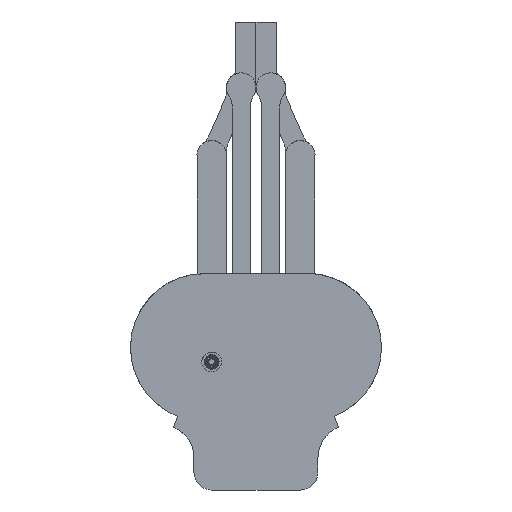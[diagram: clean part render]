
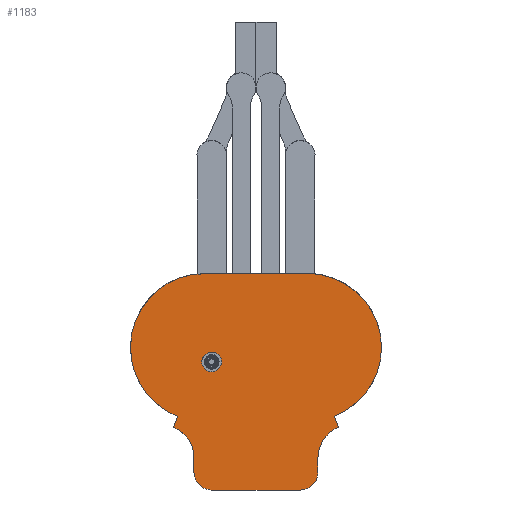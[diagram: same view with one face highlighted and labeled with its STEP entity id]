
A CAD part, front view. The second image highlights one B-rep face of the part: STEP entity #1183.
In plain terms, the highlighted face is planar.
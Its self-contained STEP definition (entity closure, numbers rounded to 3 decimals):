
#466=CARTESIAN_POINT('Vertex',(32.,-26.563,20.98)) ;
#492=CARTESIAN_POINT('Vertex',(32.,-28.013,17.252)) ;
#495=CARTESIAN_POINT('Line Origine',(32.,-27.288,19.116)) ;
#601=CARTESIAN_POINT('Vertex',(32.,28.012,17.252)) ;
#634=CARTESIAN_POINT('Vertex',(32.,26.562,20.98)) ;
#637=CARTESIAN_POINT('Line Origine',(32.,27.287,19.116)) ;
#1011=CARTESIAN_POINT('Axis2P3D Location',(32.,-32.,7.)) ;
#1015=CARTESIAN_POINT('Vertex',(32.,-21.,7.)) ;
#1030=CARTESIAN_POINT('Axis2P3D Location',(32.,0.,0.)) ;
#1035=CARTESIAN_POINT('Line Origine',(32.,-21.,32.62)) ;
#1039=CARTESIAN_POINT('Vertex',(32.,-21.,2.)) ;
#1043=CARTESIAN_POINT('Control Point',(32.,-21.,2.)) ;
#1044=CARTESIAN_POINT('Control Point',(32.,-21.,0.115)) ;
#1045=CARTESIAN_POINT('Control Point',(32.,-20.262,-1.772)) ;
#1046=CARTESIAN_POINT('Control Point',(32.,-18.772,-3.262)) ;
#1047=CARTESIAN_POINT('Control Point',(32.,-16.885,-4.)) ;
#1048=CARTESIAN_POINT('Control Point',(32.,-15.,-4.)) ;
#1049=CARTESIAN_POINT('Vertex',(32.,-15.,-4.)) ;
#1052=CARTESIAN_POINT('Line Origine',(32.,0.,-4.)) ;
#1056=CARTESIAN_POINT('Vertex',(32.,15.,-4.)) ;
#1060=CARTESIAN_POINT('Control Point',(32.,15.,-4.)) ;
#1061=CARTESIAN_POINT('Control Point',(32.,16.885,-4.)) ;
#1062=CARTESIAN_POINT('Control Point',(32.,18.772,-3.262)) ;
#1063=CARTESIAN_POINT('Control Point',(32.,20.262,-1.772)) ;
#1064=CARTESIAN_POINT('Control Point',(32.,21.,0.115)) ;
#1065=CARTESIAN_POINT('Control Point',(32.,21.,2.)) ;
#1066=CARTESIAN_POINT('Vertex',(32.,21.,2.)) ;
#1069=CARTESIAN_POINT('Line Origine',(32.,21.,32.62)) ;
#1073=CARTESIAN_POINT('Vertex',(32.,21.,7.)) ;
#1077=CARTESIAN_POINT('Control Point',(32.,28.012,17.252)) ;
#1078=CARTESIAN_POINT('Control Point',(32.,25.552,16.295)) ;
#1079=CARTESIAN_POINT('Control Point',(32.,23.378,14.601)) ;
#1080=CARTESIAN_POINT('Control Point',(32.,21.791,12.28)) ;
#1081=CARTESIAN_POINT('Control Point',(32.,21.,9.64)) ;
#1082=CARTESIAN_POINT('Control Point',(32.,21.,7.)) ;
#1085=CARTESIAN_POINT('Control Point',(32.,26.562,20.98)) ;
#1086=CARTESIAN_POINT('Control Point',(32.,29.79,22.235)) ;
#1087=CARTESIAN_POINT('Control Point',(32.,32.801,24.05)) ;
#1088=CARTESIAN_POINT('Control Point',(32.,35.464,26.373)) ;
#1089=CARTESIAN_POINT('Control Point',(32.,39.877,31.845)) ;
#1090=CARTESIAN_POINT('Control Point',(32.,42.193,38.482)) ;
#1091=CARTESIAN_POINT('Control Point',(32.,42.759,41.971)) ;
#1092=CARTESIAN_POINT('Control Point',(32.,42.661,49.)) ;
#1093=CARTESIAN_POINT('Control Point',(32.,40.204,55.587)) ;
#1094=CARTESIAN_POINT('Control Point',(32.,38.412,58.633)) ;
#1095=CARTESIAN_POINT('Control Point',(32.,33.848,63.98)) ;
#1096=CARTESIAN_POINT('Control Point',(32.,27.751,67.48)) ;
#1097=CARTESIAN_POINT('Control Point',(32.,24.427,68.68)) ;
#1098=CARTESIAN_POINT('Control Point',(32.,20.963,69.279)) ;
#1099=CARTESIAN_POINT('Control Point',(32.,17.5,69.279)) ;
#1100=CARTESIAN_POINT('Vertex',(32.,17.5,69.279)) ;
#1103=CARTESIAN_POINT('Line Origine',(32.,0.,69.279)) ;
#1107=CARTESIAN_POINT('Vertex',(32.,-17.5,69.279)) ;
#1111=CARTESIAN_POINT('Control Point',(32.,-17.5,69.279)) ;
#1112=CARTESIAN_POINT('Control Point',(32.,-20.963,69.279)) ;
#1113=CARTESIAN_POINT('Control Point',(32.,-24.427,68.68)) ;
#1114=CARTESIAN_POINT('Control Point',(32.,-27.751,67.48)) ;
#1115=CARTESIAN_POINT('Control Point',(32.,-33.848,63.98)) ;
#1116=CARTESIAN_POINT('Control Point',(32.,-38.412,58.633)) ;
#1117=CARTESIAN_POINT('Control Point',(32.,-40.204,55.587)) ;
#1118=CARTESIAN_POINT('Control Point',(32.,-42.661,49.)) ;
#1119=CARTESIAN_POINT('Control Point',(32.,-42.759,41.971)) ;
#1120=CARTESIAN_POINT('Control Point',(32.,-42.193,38.482)) ;
#1121=CARTESIAN_POINT('Control Point',(32.,-39.877,31.845)) ;
#1122=CARTESIAN_POINT('Control Point',(32.,-35.464,26.373)) ;
#1123=CARTESIAN_POINT('Control Point',(32.,-32.801,24.05)) ;
#1124=CARTESIAN_POINT('Control Point',(32.,-29.79,22.235)) ;
#1125=CARTESIAN_POINT('Control Point',(32.,-26.563,20.98)) ;
#1142=CARTESIAN_POINT('Control Point',(32.,-11.646,39.366)) ;
#1143=CARTESIAN_POINT('Control Point',(32.,-11.646,39.893)) ;
#1144=CARTESIAN_POINT('Control Point',(32.,-11.75,40.42)) ;
#1145=CARTESIAN_POINT('Control Point',(32.,-11.957,40.92)) ;
#1146=CARTESIAN_POINT('Control Point',(32.,-12.555,41.811)) ;
#1147=CARTESIAN_POINT('Control Point',(32.,-13.447,42.41)) ;
#1148=CARTESIAN_POINT('Control Point',(32.,-13.946,42.617)) ;
#1149=CARTESIAN_POINT('Control Point',(32.,-15.,42.824)) ;
#1150=CARTESIAN_POINT('Control Point',(32.,-16.054,42.617)) ;
#1151=CARTESIAN_POINT('Control Point',(32.,-16.553,42.41)) ;
#1152=CARTESIAN_POINT('Control Point',(32.,-17.445,41.811)) ;
#1153=CARTESIAN_POINT('Control Point',(32.,-18.043,40.92)) ;
#1154=CARTESIAN_POINT('Control Point',(32.,-18.25,40.42)) ;
#1155=CARTESIAN_POINT('Control Point',(32.,-18.354,39.893)) ;
#1156=CARTESIAN_POINT('Control Point',(32.,-18.354,39.366)) ;
#1157=CARTESIAN_POINT('Vertex',(32.,-11.646,39.366)) ;
#1159=CARTESIAN_POINT('Vertex',(32.,-18.354,39.366)) ;
#1163=CARTESIAN_POINT('Control Point',(32.,-18.354,39.366)) ;
#1164=CARTESIAN_POINT('Control Point',(32.,-18.354,38.84)) ;
#1165=CARTESIAN_POINT('Control Point',(32.,-18.25,38.313)) ;
#1166=CARTESIAN_POINT('Control Point',(32.,-18.043,37.813)) ;
#1167=CARTESIAN_POINT('Control Point',(32.,-17.445,36.922)) ;
#1168=CARTESIAN_POINT('Control Point',(32.,-16.553,36.323)) ;
#1169=CARTESIAN_POINT('Control Point',(32.,-16.054,36.116)) ;
#1170=CARTESIAN_POINT('Control Point',(32.,-15.,35.909)) ;
#1171=CARTESIAN_POINT('Control Point',(32.,-13.946,36.116)) ;
#1172=CARTESIAN_POINT('Control Point',(32.,-13.447,36.323)) ;
#1173=CARTESIAN_POINT('Control Point',(32.,-12.555,36.922)) ;
#1174=CARTESIAN_POINT('Control Point',(32.,-11.957,37.813)) ;
#1175=CARTESIAN_POINT('Control Point',(32.,-11.75,38.313)) ;
#1176=CARTESIAN_POINT('Control Point',(32.,-11.646,38.84)) ;
#1177=CARTESIAN_POINT('Control Point',(32.,-11.646,39.366)) ;
#496=DIRECTION('Vector Direction',(0.,0.363,0.932)) ;
#638=DIRECTION('Vector Direction',(0.,0.363,-0.932)) ;
#1012=DIRECTION('Axis2P3D Direction',(1.,0.,0.)) ;
#1031=DIRECTION('Axis2P3D Direction',(1.,0.,0.)) ;
#1032=DIRECTION('Axis2P3D XDirection',(0.,1.,0.)) ;
#1036=DIRECTION('Vector Direction',(0.,0.,1.)) ;
#1053=DIRECTION('Vector Direction',(0.,1.,0.)) ;
#1070=DIRECTION('Vector Direction',(0.,0.,1.)) ;
#1104=DIRECTION('Vector Direction',(0.,1.,0.)) ;
#1013=AXIS2_PLACEMENT_3D('Circle Axis2P3D',#1011,#1012,$) ;
#1033=AXIS2_PLACEMENT_3D('Plane Axis2P3D',#1030,#1031,#1032) ;
#1128=ORIENTED_EDGE('',*,*,#499,.F.) ;
#1129=ORIENTED_EDGE('',*,*,#1017,.F.) ;
#1130=ORIENTED_EDGE('',*,*,#1041,.F.) ;
#1131=ORIENTED_EDGE('',*,*,#1051,.T.) ;
#1132=ORIENTED_EDGE('',*,*,#1058,.F.) ;
#1133=ORIENTED_EDGE('',*,*,#1068,.T.) ;
#1134=ORIENTED_EDGE('',*,*,#1075,.F.) ;
#1135=ORIENTED_EDGE('',*,*,#1083,.F.) ;
#1136=ORIENTED_EDGE('',*,*,#641,.F.) ;
#1137=ORIENTED_EDGE('',*,*,#1102,.T.) ;
#1138=ORIENTED_EDGE('',*,*,#1109,.F.) ;
#1139=ORIENTED_EDGE('',*,*,#1126,.T.) ;
#1180=ORIENTED_EDGE('',*,*,#1161,.F.) ;
#1181=ORIENTED_EDGE('',*,*,#1178,.F.) ;
#1182=FACE_BOUND('',#1179,.T.) ;
#497=VECTOR('Line Direction',#496,1.) ;
#639=VECTOR('Line Direction',#638,1.) ;
#1037=VECTOR('Line Direction',#1036,1.) ;
#1054=VECTOR('Line Direction',#1053,1.) ;
#1071=VECTOR('Line Direction',#1070,1.) ;
#1105=VECTOR('Line Direction',#1104,1.) ;
#1183=ADVANCED_FACE('PartBody',(#1140,#1182),#1034,.T.) ;
#1042=B_SPLINE_CURVE_WITH_KNOTS('',5,(#1043,#1044,#1045,#1046,#1047,#1048),.UNSPECIFIED.,.F.,.U.,(6,6),(18.85,28.274),.UNSPECIFIED.) ;
#1059=B_SPLINE_CURVE_WITH_KNOTS('',5,(#1060,#1061,#1062,#1063,#1064,#1065),.UNSPECIFIED.,.F.,.U.,(6,6),(28.274,37.699),.UNSPECIFIED.) ;
#1076=B_SPLINE_CURVE_WITH_KNOTS('',5,(#1077,#1078,#1079,#1080,#1081,#1082),.UNSPECIFIED.,.F.,.U.,(6,6),(21.359,34.558),.UNSPECIFIED.) ;
#1084=B_SPLINE_CURVE_WITH_KNOTS('',5,(#1085,#1086,#1087,#1088,#1089,#1090,#1091,#1092,#1093,#1094,#1095,#1096,#1097,#1098,#1099),.UNSPECIFIED.,.F.,.U.,(6,3,3,3,6),(127.083,144.4,161.716,179.033,196.35),.UNSPECIFIED.) ;
#1110=B_SPLINE_CURVE_WITH_KNOTS('',5,(#1111,#1112,#1113,#1114,#1115,#1116,#1117,#1118,#1119,#1120,#1121,#1122,#1123,#1124,#1125),.UNSPECIFIED.,.F.,.U.,(6,3,3,3,6),(39.27,56.586,73.903,91.219,108.536),.UNSPECIFIED.) ;
#1141=B_SPLINE_CURVE_WITH_KNOTS('',5,(#1142,#1143,#1144,#1145,#1146,#1147,#1148,#1149,#1150,#1151,#1152,#1153,#1154,#1155,#1156),.UNSPECIFIED.,.F.,.U.,(6,3,3,3,6),(0.,2.634,5.268,7.902,10.536),.UNSPECIFIED.) ;
#1162=B_SPLINE_CURVE_WITH_KNOTS('',5,(#1163,#1164,#1165,#1166,#1167,#1168,#1169,#1170,#1171,#1172,#1173,#1174,#1175,#1176,#1177),.UNSPECIFIED.,.F.,.U.,(6,3,3,3,6),(10.536,13.17,15.804,18.438,21.072),.UNSPECIFIED.) ;
#1014=CIRCLE('generated circle',#1013,11.) ;
#499=EDGE_CURVE('',#493,#467,#498,.T.) ;
#641=EDGE_CURVE('',#635,#602,#640,.T.) ;
#1017=EDGE_CURVE('',#1016,#493,#1014,.T.) ;
#1041=EDGE_CURVE('',#1040,#1016,#1038,.T.) ;
#1051=EDGE_CURVE('',#1040,#1050,#1042,.T.) ;
#1058=EDGE_CURVE('',#1057,#1050,#1055,.F.) ;
#1068=EDGE_CURVE('',#1057,#1067,#1059,.T.) ;
#1075=EDGE_CURVE('',#1074,#1067,#1072,.F.) ;
#1083=EDGE_CURVE('',#602,#1074,#1076,.T.) ;
#1102=EDGE_CURVE('',#635,#1101,#1084,.T.) ;
#1109=EDGE_CURVE('',#1108,#1101,#1106,.T.) ;
#1126=EDGE_CURVE('',#1108,#467,#1110,.T.) ;
#1161=EDGE_CURVE('',#1158,#1160,#1141,.T.) ;
#1178=EDGE_CURVE('',#1160,#1158,#1162,.T.) ;
#1127=EDGE_LOOP('',(#1128,#1129,#1130,#1131,#1132,#1133,#1134,#1135,#1136,#1137,#1138,#1139)) ;
#1179=EDGE_LOOP('',(#1180,#1181)) ;
#1140=FACE_OUTER_BOUND('',#1127,.T.) ;
#498=LINE('Line',#495,#497) ;
#640=LINE('Line',#637,#639) ;
#1038=LINE('Line',#1035,#1037) ;
#1055=LINE('Line',#1052,#1054) ;
#1072=LINE('Line',#1069,#1071) ;
#1106=LINE('Line',#1103,#1105) ;
#1034=PLANE('',#1033) ;
#467=VERTEX_POINT('',#466) ;
#493=VERTEX_POINT('',#492) ;
#602=VERTEX_POINT('',#601) ;
#635=VERTEX_POINT('',#634) ;
#1016=VERTEX_POINT('',#1015) ;
#1040=VERTEX_POINT('',#1039) ;
#1050=VERTEX_POINT('',#1049) ;
#1057=VERTEX_POINT('',#1056) ;
#1067=VERTEX_POINT('',#1066) ;
#1074=VERTEX_POINT('',#1073) ;
#1101=VERTEX_POINT('',#1100) ;
#1108=VERTEX_POINT('',#1107) ;
#1158=VERTEX_POINT('',#1157) ;
#1160=VERTEX_POINT('',#1159) ;
